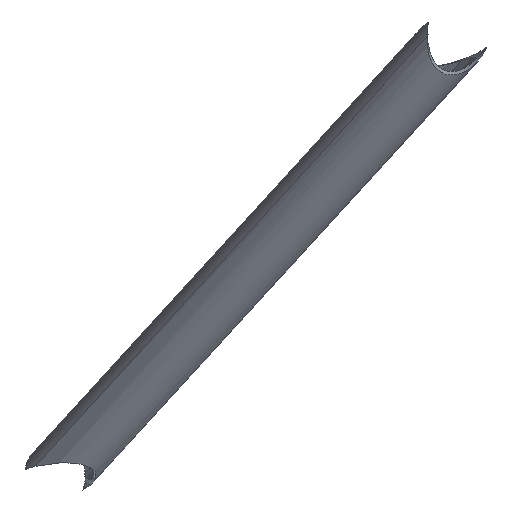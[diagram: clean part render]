
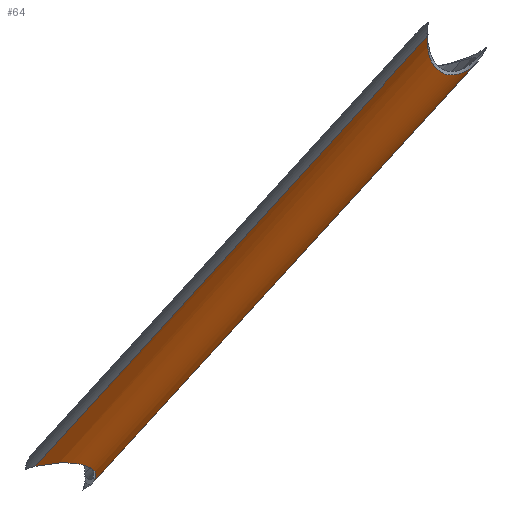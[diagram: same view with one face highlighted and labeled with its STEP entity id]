
A CAD part, left-side view. The second image highlights one B-rep face of the part: STEP entity #64.
In plain terms, the highlighted cylindrical face has radius 15 mm (diameter 30 mm), a partial arc.
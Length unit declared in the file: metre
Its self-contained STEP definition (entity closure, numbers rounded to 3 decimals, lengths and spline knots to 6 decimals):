
#64=ADVANCED_FACE('0:42',(#124),#125,.T.);
#124=FACE_OUTER_BOUND('',#177,.T.);
#125=CYLINDRICAL_SURFACE('',#178,0.015);
#177=EDGE_LOOP('',(#313,#314,#315,#316,#317,#318,#319,#320));
#178=AXIS2_PLACEMENT_3D('',#321,#322,#323);
#313=ORIENTED_EDGE('',*,*,#350,.T.);
#314=ORIENTED_EDGE('',*,*,#372,.T.);
#315=ORIENTED_EDGE('',*,*,#400,.T.);
#316=ORIENTED_EDGE('',*,*,#404,.T.);
#317=ORIENTED_EDGE('',*,*,#359,.T.);
#318=ORIENTED_EDGE('',*,*,#389,.T.);
#319=ORIENTED_EDGE('',*,*,#379,.T.);
#320=ORIENTED_EDGE('',*,*,#378,.F.);
#321=CARTESIAN_POINT('',(-0.938809,-0.21813,0.041782));
#322=DIRECTION('',(-0.953,-0.203,0.223));
#323=DIRECTION('',(-0.223,0.973,-0.066));
#350=EDGE_CURVE('',#418,#419,#420,.T.);
#359=EDGE_CURVE('',#437,#435,#438,.T.);
#372=EDGE_CURVE('',#419,#456,#459,.T.);
#378=EDGE_CURVE('',#418,#467,#468,.T.);
#379=EDGE_CURVE('0:99',#469,#467,#470,.T.);
#389=EDGE_CURVE('',#435,#469,#484,.T.);
#400=EDGE_CURVE('0:108',#456,#495,#497,.T.);
#404=EDGE_CURVE('0:129',#495,#437,#501,.T.);
#418=VERTEX_POINT('',#538);
#419=VERTEX_POINT('',#539);
#420=LINE('',#540,#541);
#435=VERTEX_POINT('',#557);
#437=VERTEX_POINT('',#559);
#438=LINE('',#560,#561);
#456=VERTEX_POINT('',#726);
#459=ELLIPSE('',#730,0.096055,0.015);
#467=VERTEX_POINT('',#798);
#468=ELLIPSE('',#799,0.026317,0.015);
#469=VERTEX_POINT('',#800);
#470=ELLIPSE('',#801,0.026317,0.015);
#484=ELLIPSE('',#966,0.125275,0.015);
#495=VERTEX_POINT('',#979);
#497=ELLIPSE('',#981,0.096055,0.015);
#501=ELLIPSE('',#1004,0.025173,0.015);
#538=CARTESIAN_POINT('',(-1.653042,-0.355135,0.206906));
#539=CARTESIAN_POINT('',(-0.796448,-0.17247,0.006749));
#540=CARTESIAN_POINT('',(-0.942151,-0.203541,0.040795));
#541=VECTOR('',#1012,1.0);
#557=CARTESIAN_POINT('',(-1.594079,-0.373166,0.196664));
#559=CARTESIAN_POINT('',(-0.766535,-0.196696,0.003295));
#560=CARTESIAN_POINT('',(-0.935468,-0.23272,0.042769));
#561=VECTOR('',#1035,1.0);
#726=CARTESIAN_POINT('',(-0.786033,-0.198147,-0.002096));
#730=AXIS2_PLACEMENT_3D('',#1048,#1049,#1050);
#798=CARTESIAN_POINT('',(-1.633464,-0.367298,0.188797));
#799=AXIS2_PLACEMENT_3D('',#1058,#1059,#1060);
#800=CARTESIAN_POINT('',(-1.64213,-0.382559,0.201652));
#801=AXIS2_PLACEMENT_3D('',#1061,#1062,#1063);
#966=AXIS2_PLACEMENT_3D('',#1077,#1078,#1079);
#979=CARTESIAN_POINT('',(-0.760711,-0.194633,-0.004213));
#981=AXIS2_PLACEMENT_3D('',#1091,#1092,#1093);
#1004=AXIS2_PLACEMENT_3D('',#1094,#1095,#1096);
#1012=DIRECTION('',(0.953,0.203,-0.223));
#1035=DIRECTION('',(-0.953,-0.203,0.223));
#1048=CARTESIAN_POINT('',(-0.76,-0.18,0.));
#1049=DIRECTION('',(0.119,-0.28,0.953));
#1050=DIRECTION('',(0.984,0.162,-0.075));
#1058=CARTESIAN_POINT('',(-1.65099,-0.37,0.208195));
#1059=DIRECTION('',(-0.722,-0.158,-0.674));
#1060=DIRECTION('',(0.66,0.138,-0.739));
#1061=CARTESIAN_POINT('',(-1.65099,-0.37,0.208195));
#1062=DIRECTION('',(0.722,0.158,0.674));
#1063=DIRECTION('',(0.66,0.138,-0.739));
#1077=CARTESIAN_POINT('',(-1.65099,-0.37,0.208195));
#1078=DIRECTION('',(-0.166,0.361,-0.918));
#1079=DIRECTION('',(0.98,0.161,-0.114));
#1091=CARTESIAN_POINT('',(-0.76,-0.18,0.));
#1092=DIRECTION('',(0.119,-0.28,0.953));
#1093=DIRECTION('',(0.984,0.162,-0.075));
#1094=CARTESIAN_POINT('',(-0.76,-0.18,0.));
#1095=DIRECTION('',(-0.8,0.202,-0.565));
#1096=DIRECTION('',(0.594,0.403,-0.697));
